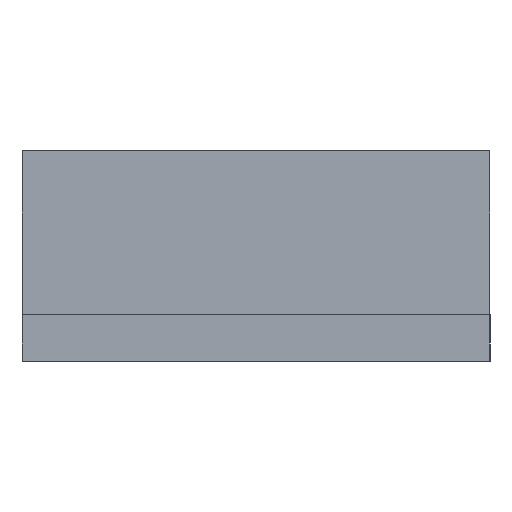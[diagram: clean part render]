
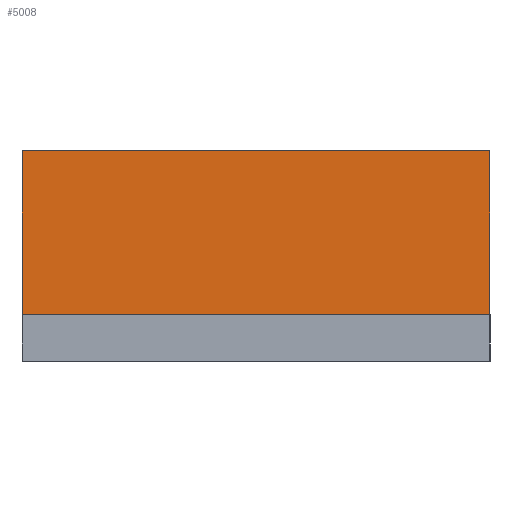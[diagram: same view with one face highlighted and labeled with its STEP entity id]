
A CAD part, left-side view. The second image highlights one B-rep face of the part: STEP entity #5008.
In plain terms, the highlighted planar face has unit normal (1, 0, 0).
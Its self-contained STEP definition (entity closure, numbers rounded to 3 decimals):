
#415 = PLANE('',#416);
#416 = AXIS2_PLACEMENT_3D('',#417,#418,#419);
#417 = CARTESIAN_POINT('',(-17.,10.,2.));
#418 = DIRECTION('',(-0.,1.,0.));
#419 = DIRECTION('',(0.,0.,1.));
#469 = PLANE('',#470);
#470 = AXIS2_PLACEMENT_3D('',#471,#472,#473);
#471 = CARTESIAN_POINT('',(-17.,-10.,0.));
#472 = DIRECTION('',(0.,-1.,0.));
#473 = DIRECTION('',(0.,-0.,-1.));
#2373 = PLANE('',#2374);
#2374 = AXIS2_PLACEMENT_3D('',#2375,#2376,#2377);
#2375 = CARTESIAN_POINT('',(-12.,-10.,2.));
#2376 = DIRECTION('',(0.,-0.,1.));
#2377 = DIRECTION('',(1.,0.,0.));
#2492 = VERTEX_POINT('',#2493);
#2493 = CARTESIAN_POINT('',(-12.,-10.,9.));
#2507 = PLANE('',#2508);
#2508 = AXIS2_PLACEMENT_3D('',#2509,#2510,#2511);
#2509 = CARTESIAN_POINT('',(-12.,-10.,9.));
#2510 = DIRECTION('',(0.,0.,1.));
#2511 = DIRECTION('',(1.,0.,-0.));
#2519 = EDGE_CURVE('',#2492,#2520,#2522,.T.);
#2520 = VERTEX_POINT('',#2521);
#2521 = CARTESIAN_POINT('',(-12.,-10.,2.));
#2522 = SURFACE_CURVE('',#2523,(#2527,#2534),.PCURVE_S1.);
#2523 = LINE('',#2524,#2525);
#2524 = CARTESIAN_POINT('',(-12.,-10.,9.));
#2525 = VECTOR('',#2526,1.);
#2526 = DIRECTION('',(0.,0.,-1.));
#2527 = PCURVE('',#469,#2528);
#2528 = DEFINITIONAL_REPRESENTATION('',(#2529),#2533);
#2529 = LINE('',#2530,#2531);
#2530 = CARTESIAN_POINT('',(-9.,5.));
#2531 = VECTOR('',#2532,1.);
#2532 = DIRECTION('',(1.,0.));
#2533 = ( GEOMETRIC_REPRESENTATION_CONTEXT(2) 
PARAMETRIC_REPRESENTATION_CONTEXT() REPRESENTATION_CONTEXT('2D SPACE',''
  ) );
#2534 = PCURVE('',#2535,#2540);
#2535 = PLANE('',#2536);
#2536 = AXIS2_PLACEMENT_3D('',#2537,#2538,#2539);
#2537 = CARTESIAN_POINT('',(-12.,-10.,9.));
#2538 = DIRECTION('',(-1.,0.,0.));
#2539 = DIRECTION('',(0.,0.,-1.));
#2540 = DEFINITIONAL_REPRESENTATION('',(#2541),#2545);
#2541 = LINE('',#2542,#2543);
#2542 = CARTESIAN_POINT('',(0.,-0.));
#2543 = VECTOR('',#2544,1.);
#2544 = DIRECTION('',(1.,0.));
#2545 = ( GEOMETRIC_REPRESENTATION_CONTEXT(2) 
PARAMETRIC_REPRESENTATION_CONTEXT() REPRESENTATION_CONTEXT('2D SPACE',''
  ) );
#2788 = EDGE_CURVE('',#2492,#2789,#2791,.T.);
#2789 = VERTEX_POINT('',#2790);
#2790 = CARTESIAN_POINT('',(-12.,10.,9.));
#2791 = SURFACE_CURVE('',#2792,(#2796,#2803),.PCURVE_S1.);
#2792 = LINE('',#2793,#2794);
#2793 = CARTESIAN_POINT('',(-12.,-10.,9.));
#2794 = VECTOR('',#2795,1.);
#2795 = DIRECTION('',(0.,1.,0.));
#2796 = PCURVE('',#2507,#2797);
#2797 = DEFINITIONAL_REPRESENTATION('',(#2798),#2802);
#2798 = LINE('',#2799,#2800);
#2799 = CARTESIAN_POINT('',(0.,0.));
#2800 = VECTOR('',#2801,1.);
#2801 = DIRECTION('',(0.,1.));
#2802 = ( GEOMETRIC_REPRESENTATION_CONTEXT(2) 
PARAMETRIC_REPRESENTATION_CONTEXT() REPRESENTATION_CONTEXT('2D SPACE',''
  ) );
#2803 = PCURVE('',#2535,#2804);
#2804 = DEFINITIONAL_REPRESENTATION('',(#2805),#2809);
#2805 = LINE('',#2806,#2807);
#2806 = CARTESIAN_POINT('',(0.,-0.));
#2807 = VECTOR('',#2808,1.);
#2808 = DIRECTION('',(0.,-1.));
#2809 = ( GEOMETRIC_REPRESENTATION_CONTEXT(2) 
PARAMETRIC_REPRESENTATION_CONTEXT() REPRESENTATION_CONTEXT('2D SPACE',''
  ) );
#3895 = VERTEX_POINT('',#3896);
#3896 = CARTESIAN_POINT('',(-12.,10.,2.));
#3917 = EDGE_CURVE('',#3895,#2789,#3918,.T.);
#3918 = SURFACE_CURVE('',#3919,(#3923,#3930),.PCURVE_S1.);
#3919 = LINE('',#3920,#3921);
#3920 = CARTESIAN_POINT('',(-12.,10.,2.));
#3921 = VECTOR('',#3922,1.);
#3922 = DIRECTION('',(0.,0.,1.));
#3923 = PCURVE('',#415,#3924);
#3924 = DEFINITIONAL_REPRESENTATION('',(#3925),#3929);
#3925 = LINE('',#3926,#3927);
#3926 = CARTESIAN_POINT('',(0.,5.));
#3927 = VECTOR('',#3928,1.);
#3928 = DIRECTION('',(1.,0.));
#3929 = ( GEOMETRIC_REPRESENTATION_CONTEXT(2) 
PARAMETRIC_REPRESENTATION_CONTEXT() REPRESENTATION_CONTEXT('2D SPACE',''
  ) );
#3930 = PCURVE('',#2535,#3931);
#3931 = DEFINITIONAL_REPRESENTATION('',(#3932),#3936);
#3932 = LINE('',#3933,#3934);
#3933 = CARTESIAN_POINT('',(7.,-20.));
#3934 = VECTOR('',#3935,1.);
#3935 = DIRECTION('',(-1.,-0.));
#3936 = ( GEOMETRIC_REPRESENTATION_CONTEXT(2) 
PARAMETRIC_REPRESENTATION_CONTEXT() REPRESENTATION_CONTEXT('2D SPACE',''
  ) );
#4011 = EDGE_CURVE('',#2520,#3895,#4012,.T.);
#4012 = SURFACE_CURVE('',#4013,(#4017,#4024),.PCURVE_S1.);
#4013 = LINE('',#4014,#4015);
#4014 = CARTESIAN_POINT('',(-12.,-10.,2.));
#4015 = VECTOR('',#4016,1.);
#4016 = DIRECTION('',(0.,1.,0.));
#4017 = PCURVE('',#2373,#4018);
#4018 = DEFINITIONAL_REPRESENTATION('',(#4019),#4023);
#4019 = LINE('',#4020,#4021);
#4020 = CARTESIAN_POINT('',(0.,0.));
#4021 = VECTOR('',#4022,1.);
#4022 = DIRECTION('',(0.,1.));
#4023 = ( GEOMETRIC_REPRESENTATION_CONTEXT(2) 
PARAMETRIC_REPRESENTATION_CONTEXT() REPRESENTATION_CONTEXT('2D SPACE',''
  ) );
#4024 = PCURVE('',#2535,#4025);
#4025 = DEFINITIONAL_REPRESENTATION('',(#4026),#4030);
#4026 = LINE('',#4027,#4028);
#4027 = CARTESIAN_POINT('',(7.,0.));
#4028 = VECTOR('',#4029,1.);
#4029 = DIRECTION('',(0.,-1.));
#4030 = ( GEOMETRIC_REPRESENTATION_CONTEXT(2) 
PARAMETRIC_REPRESENTATION_CONTEXT() REPRESENTATION_CONTEXT('2D SPACE',''
  ) );
#5008 = ADVANCED_FACE('',(#5009),#2535,.F.);
#5009 = FACE_BOUND('',#5010,.F.);
#5010 = EDGE_LOOP('',(#5011,#5012,#5013,#5014));
#5011 = ORIENTED_EDGE('',*,*,#2519,.F.);
#5012 = ORIENTED_EDGE('',*,*,#2788,.T.);
#5013 = ORIENTED_EDGE('',*,*,#3917,.F.);
#5014 = ORIENTED_EDGE('',*,*,#4011,.F.);
